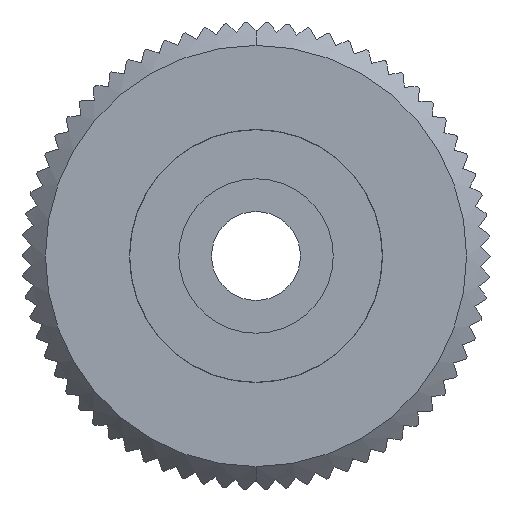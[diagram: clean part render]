
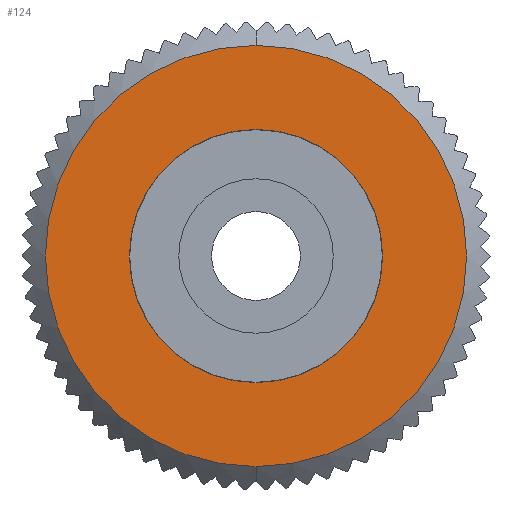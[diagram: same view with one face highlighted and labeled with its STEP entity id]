
A CAD part, front view. The second image highlights one B-rep face of the part: STEP entity #124.
In plain terms, the highlighted planar face has unit normal (0, -1, 0).
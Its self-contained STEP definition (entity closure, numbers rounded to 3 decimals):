
#124 = ADVANCED_FACE ( 'NONE', ( #3565, #877 ), #5453, .F. ) ;
#455 = DIRECTION ( 'NONE',  ( 0., 0., -1. ) ) ;
#563 = DIRECTION ( 'NONE',  ( 0., -1., 0. ) ) ;
#616 = DIRECTION ( 'NONE',  ( 0., 0., 1. ) ) ;
#668 = EDGE_LOOP ( 'NONE', ( #2901, #1992 ) ) ;
#758 = EDGE_CURVE ( 'NONE', #7755, #885, #5126, .T. ) ;
#877 = FACE_OUTER_BOUND ( 'NONE', #668, .T. ) ;
#885 = VERTEX_POINT ( 'NONE', #3729 ) ;
#1092 = DIRECTION ( 'NONE',  ( 0., -1., 0. ) ) ;
#1382 = AXIS2_PLACEMENT_3D ( 'NONE', #4943, #6205, #6178 ) ;
#1450 = AXIS2_PLACEMENT_3D ( 'NONE', #6699, #563, #616 ) ;
#1844 = ORIENTED_EDGE ( 'NONE', *, *, #5087, .F. ) ;
#1933 = AXIS2_PLACEMENT_3D ( 'NONE', #3068, #6134, #2440 ) ;
#1992 = ORIENTED_EDGE ( 'NONE', *, *, #7776, .T. ) ;
#2057 = CARTESIAN_POINT ( 'NONE',  ( 0., 0., 4.5 ) ) ;
#2298 = CARTESIAN_POINT ( 'NONE',  ( 0., 0., 0. ) ) ;
#2350 = CARTESIAN_POINT ( 'NONE',  ( 0., 0., 2.705 ) ) ;
#2440 = DIRECTION ( 'NONE',  ( 0., 0., 1. ) ) ;
#2901 = ORIENTED_EDGE ( 'NONE', *, *, #7289, .T. ) ;
#3068 = CARTESIAN_POINT ( 'NONE',  ( -1.65, 0., 0. ) ) ;
#3422 = CARTESIAN_POINT ( 'NONE',  ( 0., 0., -4.5 ) ) ;
#3565 = FACE_BOUND ( 'NONE', #7900, .T. ) ;
#3625 = AXIS2_PLACEMENT_3D ( 'NONE', #2298, #7304, #455 ) ;
#3729 = CARTESIAN_POINT ( 'NONE',  ( 0., 0., -2.705 ) ) ;
#3868 = AXIS2_PLACEMENT_3D ( 'NONE', #7260, #1092, #4878 ) ;
#4246 = VERTEX_POINT ( 'NONE', #3422 ) ;
#4671 = VERTEX_POINT ( 'NONE', #2057 ) ;
#4878 = DIRECTION ( 'NONE',  ( 0., 0., 1. ) ) ;
#4943 = CARTESIAN_POINT ( 'NONE',  ( 0., 0., 0. ) ) ;
#5087 = EDGE_CURVE ( 'NONE', #885, #7755, #6362, .T. ) ;
#5126 = CIRCLE ( 'NONE', #3625, 2.705 ) ;
#5405 = ORIENTED_EDGE ( 'NONE', *, *, #758, .F. ) ;
#5453 = PLANE ( 'NONE',  #1933 ) ;
#6134 = DIRECTION ( 'NONE',  ( 0., 1., 0. ) ) ;
#6178 = DIRECTION ( 'NONE',  ( 0., 0., -1. ) ) ;
#6198 = CIRCLE ( 'NONE', #1450, 4.5 ) ;
#6205 = DIRECTION ( 'NONE',  ( 0., -1., 0. ) ) ;
#6362 = CIRCLE ( 'NONE', #1382, 2.705 ) ;
#6485 = CIRCLE ( 'NONE', #3868, 4.5 ) ;
#6699 = CARTESIAN_POINT ( 'NONE',  ( 0., 0., 0. ) ) ;
#7260 = CARTESIAN_POINT ( 'NONE',  ( 0., 0., 0. ) ) ;
#7289 = EDGE_CURVE ( 'NONE', #4671, #4246, #6485, .T. ) ;
#7304 = DIRECTION ( 'NONE',  ( 0., -1., 0. ) ) ;
#7755 = VERTEX_POINT ( 'NONE', #2350 ) ;
#7776 = EDGE_CURVE ( 'NONE', #4246, #4671, #6198, .T. ) ;
#7900 = EDGE_LOOP ( 'NONE', ( #1844, #5405 ) ) ;
